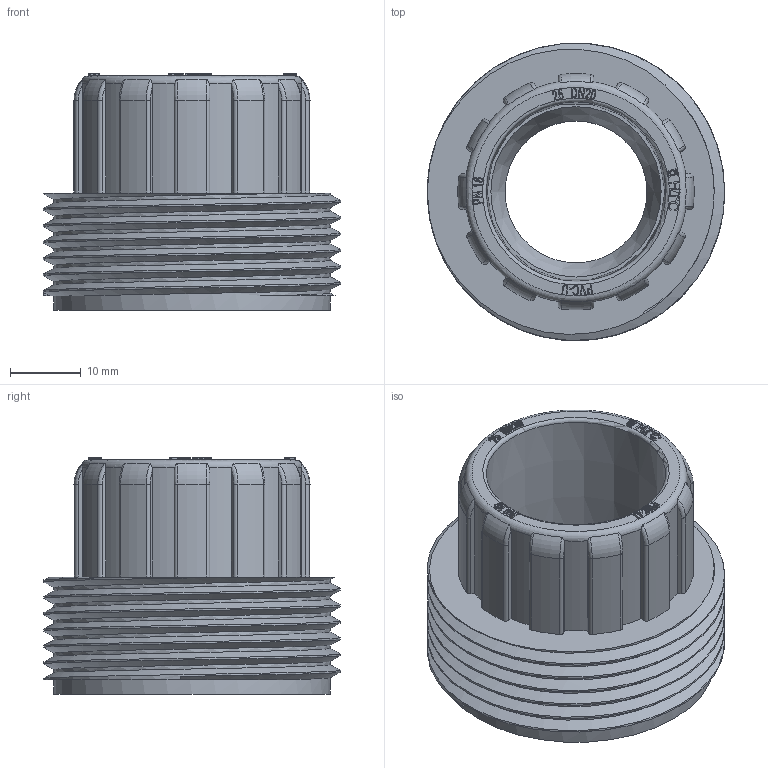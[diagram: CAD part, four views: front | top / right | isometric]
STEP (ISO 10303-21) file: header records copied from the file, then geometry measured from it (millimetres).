
FILE_DESCRIPTION(/* description */ (''),/* implementation_level */ '2;1');
FILE_NAME(/* name */ 'AF0600.SKM.025.step',/* time_stamp */ '2026-01-07T08:03:53+01:00',/* author */ (''),/* organization */ (''),/* preprocessor_version */ 'ST-DEVELOPER v20.1',/* originating_system */ 'Autodesk Translation Framework v14.21.0.0',/* authorisation */ '');
FILE_SCHEMA (('AUTOMOTIVE_DESIGN { 1 0 10303 214 3 1 1 }'));
Length unit declared in the file: millimetre
Products named in the file (1): 2026-01-07-06-16-00-169
Bounding box: 41.91 x 41.9 x 33.28 mm (x, y, z)
Volume: 19238 mm3; surface area: 10062.9 mm2
Topology: 1 solids, 1 shells, 908 faces, 2612 edges, 1729 vertices
Faces by surface type: plane 786, cylinder 72, bspline 34, torus 14, cone 2
Full cylindrical faces by diameter (mm): 0.59 x1, 0.886 x1, 20 x1, 24 x1, 32 x1, 38.952 x7, 41.91 x5
Entity records: 34130 total; most frequent: CARTESIAN_POINT 10527, ORIENTED_EDGE 5224, DIRECTION 4375, EDGE_CURVE 2612, LINE 2309, VECTOR 2309, VERTEX_POINT 1729, AXIS2_PLACEMENT_3D 1033
